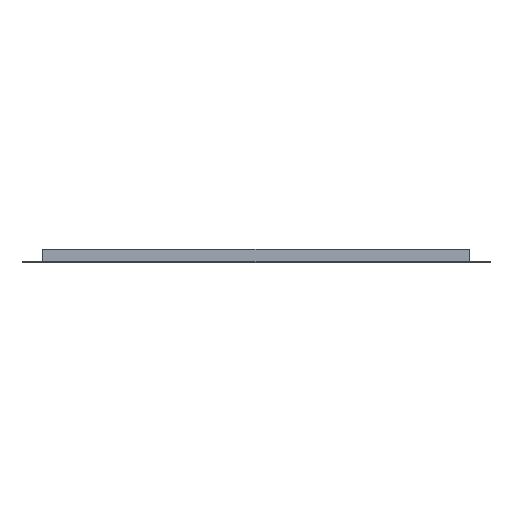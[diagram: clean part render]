
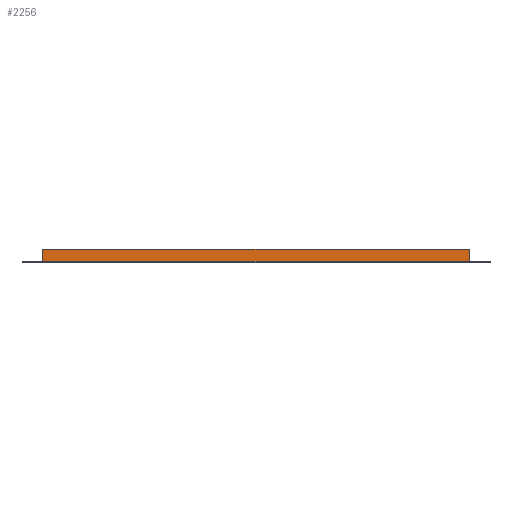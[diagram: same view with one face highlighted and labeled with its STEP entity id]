
A CAD part, left-side view. The second image highlights one B-rep face of the part: STEP entity #2256.
In plain terms, the highlighted planar face has unit normal (-1, 0, 0).
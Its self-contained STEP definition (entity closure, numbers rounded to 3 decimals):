
#19 = LINE ( 'NONE', #1850, #24 ) ;
#24 = VECTOR ( 'NONE', #1858, 1000. ) ;
#75 = LINE ( 'NONE', #1356, #182 ) ;
#77 = LINE ( 'NONE', #1313, #163 ) ;
#125 = LINE ( 'NONE', #1359, #162 ) ;
#162 = VECTOR ( 'NONE', #1330, 1000. ) ;
#163 = VECTOR ( 'NONE', #1348, 1000. ) ;
#182 = VECTOR ( 'NONE', #1291, 1000. ) ;
#273 = EDGE_LOOP ( 'NONE', ( #1543, #1542, #1472, #1473 ) ) ;
#340 = EDGE_CURVE ( 'NONE', #2121, #2103, #77, .T. ) ;
#341 = CARTESIAN_POINT ( 'NONE',  ( -825., -310., 20. ) ) ;
#375 = FACE_OUTER_BOUND ( 'NONE', #273, .T. ) ;
#788 = DIRECTION ( 'NONE',  ( 0., 1., 0. ) ) ;
#789 = DIRECTION ( 'NONE',  ( 1., 0., 0. ) ) ;
#791 = PLANE ( 'NONE',  #1060 ) ;
#890 = CARTESIAN_POINT ( 'NONE',  ( -825., -310., 2.5 ) ) ;
#918 = EDGE_CURVE ( 'NONE', #2114, #1383, #125, .T. ) ;
#920 = EDGE_CURVE ( 'NONE', #2103, #2114, #75, .T. ) ;
#1060 = AXIS2_PLACEMENT_3D ( 'NONE', #890, #789, #788 ) ;
#1291 = DIRECTION ( 'NONE',  ( 0., 1., 0. ) ) ;
#1313 = CARTESIAN_POINT ( 'NONE',  ( -825., -310., 20. ) ) ;
#1330 = DIRECTION ( 'NONE',  ( 0., 0., -1. ) ) ;
#1348 = DIRECTION ( 'NONE',  ( 0., 0., 1. ) ) ;
#1356 = CARTESIAN_POINT ( 'NONE',  ( -825., 310., 20. ) ) ;
#1359 = CARTESIAN_POINT ( 'NONE',  ( -825., 310., 2.5 ) ) ;
#1383 = VERTEX_POINT ( 'NONE', #1762 ) ;
#1472 = ORIENTED_EDGE ( 'NONE', *, *, #920, .T. ) ;
#1473 = ORIENTED_EDGE ( 'NONE', *, *, #918, .T. ) ;
#1542 = ORIENTED_EDGE ( 'NONE', *, *, #340, .T. ) ;
#1543 = ORIENTED_EDGE ( 'NONE', *, *, #2202, .F. ) ;
#1762 = CARTESIAN_POINT ( 'NONE',  ( -825., 310., 2.51 ) ) ;
#1850 = CARTESIAN_POINT ( 'NONE',  ( -825., -310., 2.51 ) ) ;
#1858 = DIRECTION ( 'NONE',  ( 0., 1., 0. ) ) ;
#1886 = CARTESIAN_POINT ( 'NONE',  ( -825., 310., 20. ) ) ;
#2006 = CARTESIAN_POINT ( 'NONE',  ( -825., -310., 2.51 ) ) ;
#2103 = VERTEX_POINT ( 'NONE', #341 ) ;
#2114 = VERTEX_POINT ( 'NONE', #1886 ) ;
#2121 = VERTEX_POINT ( 'NONE', #2006 ) ;
#2202 = EDGE_CURVE ( 'NONE', #2121, #1383, #19, .T. ) ;
#2256 = ADVANCED_FACE ( 'NONE', ( #375 ), #791, .F. ) ;
